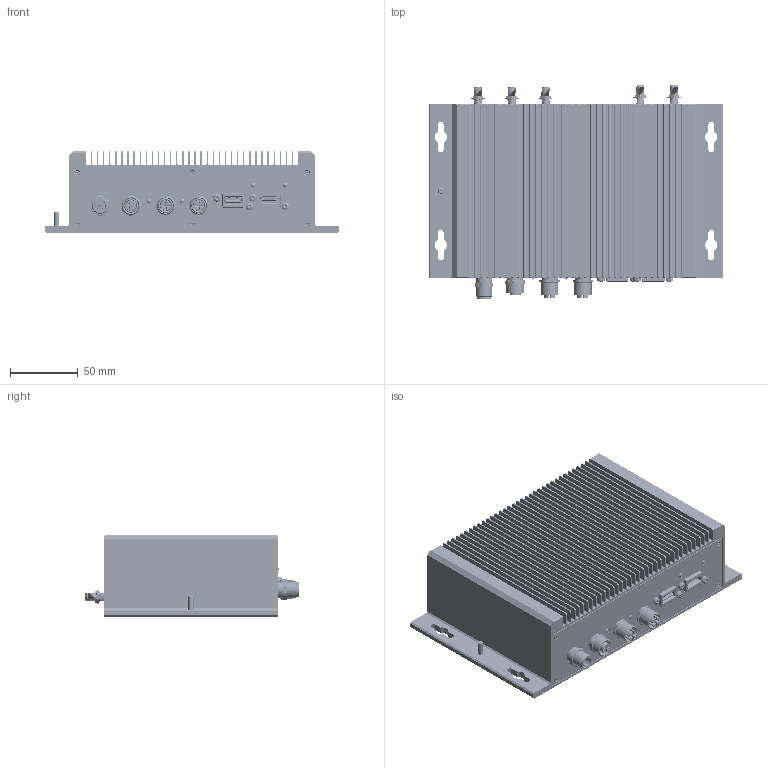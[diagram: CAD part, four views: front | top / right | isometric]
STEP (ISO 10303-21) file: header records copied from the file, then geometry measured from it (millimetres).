
FILE_DESCRIPTION(/* description */ (''),/* implementation_level */ '2;1');
FILE_NAME(/* name */ 'IPC-RSA3N.stp',/* time_stamp */ '2021-07-15T14:29:09+02:00',/* author */ ('AM'),/* organization */ (''),/* preprocessor_version */ 'ST-DEVELOPER v17.2',/* originating_system */ 'Autodesk Inventor 2019',/* authorisation */ '');
FILE_SCHEMA (('AUTOMOTIVE_DESIGN { 1 0 10303 214 3 1 1 }'));
Products named in the file (1): IPC-RSA3N_Shrinkwrap_1
Bounding box: 218 x 157.63 x 60 mm (x, y, z)
Volume: 403310 mm3; surface area: 286643 mm2
Topology: 1 solids, 791 shells, 5042 faces, 17594 edges, 13481 vertices
Faces by surface type: plane 2329, cylinder 1657, cone 493, bspline 432, torus 115, sphere 16
Full cylindrical faces by diameter (mm): 0.1 x5, 0.725 x16, 0.8 x16, 0.97 x5, 1 x30, 1.1 x7, 1.219 x5, 1.29 x16, 1.567 x2, 1.9 x2, 2 x16, 2.21 x5, 2.49 x5, 2.6 x12, 2.693 x2, 2.9 x8, 3 x10, 3.1 x5, 3.2 x2, 3.3 x4, 3.4 x8, 3.8 x12, 4 x1, 4.08 x5, 4.61 x5, 5 x6, 5.33 x5, 5.4 x6, 5.5 x8, 5.6 x4
Entity records: 329620 total; most frequent: CARTESIAN_POINT 175303, ORIENTED_EDGE 29650, DIRECTION 29161, EDGE_CURVE 17550, VERTEX_POINT 13481, AXIS2_PLACEMENT_3D 9902, LINE 9357, VECTOR 9357
